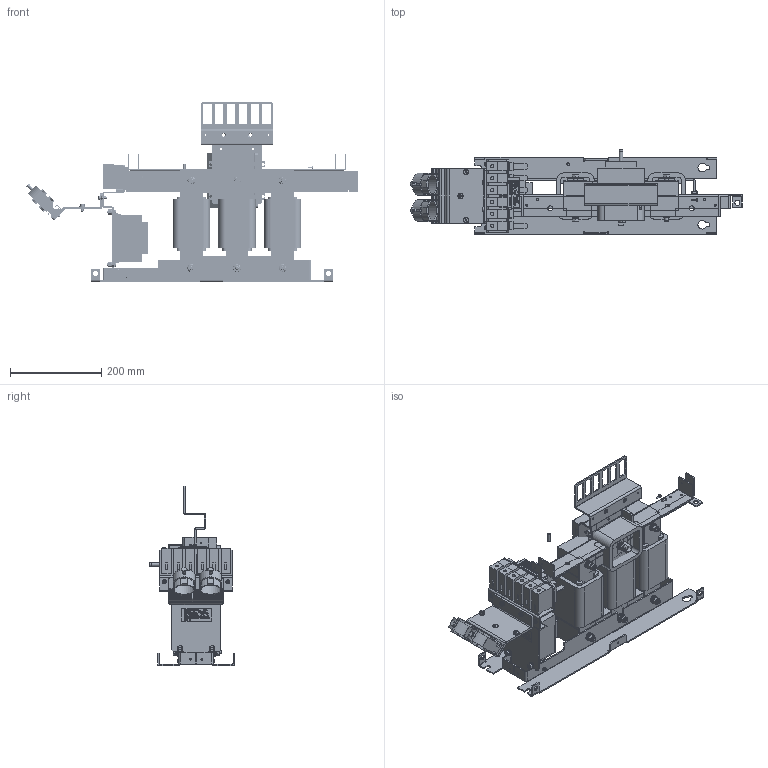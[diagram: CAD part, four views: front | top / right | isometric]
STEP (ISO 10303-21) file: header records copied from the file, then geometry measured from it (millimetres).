
FILE_DESCRIPTION( ( 'Unknown' ), '1' );
FILE_NAME( 'FS21147-48-99.stp', 'Unknown', ( 'Unknown' ), ( 'Unknown' ), 'XStep 1.0', 'Unknown', ' ' );
FILE_SCHEMA( ( 'CONFIG_CONTROL_DESIGN' ) );
Length unit declared in the file: millimetre
Products named in the file (89): Assem1; Assem2; Assem3; Assem4; Assem5; Assem6; 1; 2; 3; 4; 5; 6; 7; 8; 9; 10; 11; 12; 13; 14; 15; 16; 17; 18; 19; 20; 21; 22; 23; 24; 25; 26; 27; 28; 29; 30; 31; 32; 33; 34 ...
Bounding box: 727.01 x 187.75 x 393.5 mm (x, y, z)
Volume: 17566463.2 mm3; surface area: 3732961 mm2
Topology: 311 solids, 311 shells, 6334 faces, 14550 edges, 9584 vertices
Faces by surface type: plane 4014, extrusion 1232, cylinder 914, cone 131, sphere 35, torus 8
Full cylindrical faces by diameter (mm): 1 x8, 2.35 x4, 3 x3, 3.2 x4, 3.242 x8, 3.3 x16, 4 x11, 4.134 x7, 4.2 x8, 4.3 x7, 4.917 x12, 5 x15, 5.3 x4, 5.5 x7, 6 x31, 6.4 x8, 6.5 x11, 6.8 x14, 7 x19, 7.1 x4, 8 x15, 8.4 x29, 9 x11, 10 x16, 10.5 x8, 11 x32, 12 x8, 12.5 x8, 14 x2, 17 x27
Entity records: 111899 total; most frequent: CARTESIAN_POINT 55588, ORIENTED_EDGE 10478, DIRECTION 8947, EDGE_CURVE 5239, VECTOR 3687, VERTEX_POINT 3641, EDGE_LOOP 3341, LINE 3071
